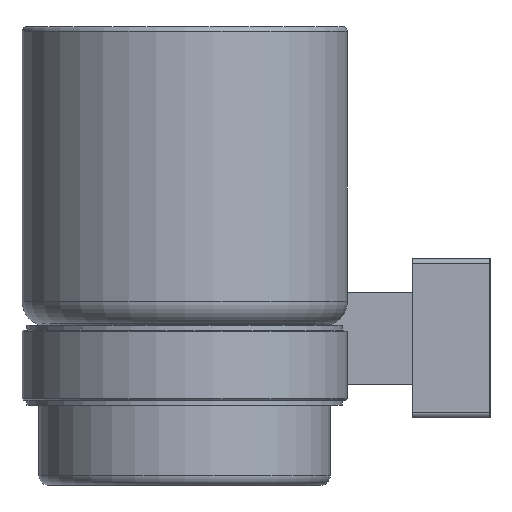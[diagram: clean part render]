
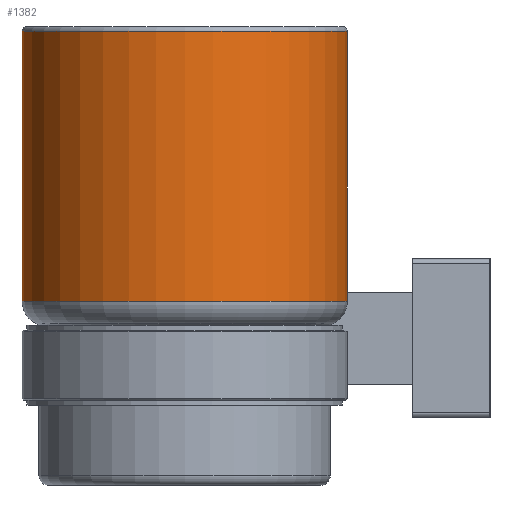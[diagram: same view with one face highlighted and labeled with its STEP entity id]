
A CAD part, left-side view. The second image highlights one B-rep face of the part: STEP entity #1382.
In plain terms, the highlighted cylindrical face has radius 33.5 mm (diameter 67 mm), a partial arc.
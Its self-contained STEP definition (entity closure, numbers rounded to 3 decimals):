
#823 = VERTEX_POINT ( 'NONE', #7004 ) ;
#824 = VERTEX_POINT ( 'NONE', #7005 ) ;
#825 = VERTEX_POINT ( 'NONE', #7006 ) ;
#826 = VERTEX_POINT ( 'NONE', #7007 ) ;
#1382 = ADVANCED_FACE ( 'NONE', ( #1975 ), #1970, .T. ) ;
#1595 = EDGE_CURVE ( 'NONE', #825, #826, #8496, .T. ) ;
#1603 = EDGE_CURVE ( 'NONE', #824, #823, #8504, .T. ) ;
#1885 = AXIS2_PLACEMENT_3D ( 'NONE', #2780, #2781, #2782 ) ;
#1899 = AXIS2_PLACEMENT_3D ( 'NONE', #2756, #2757, #2758 ) ;
#1970 = CYLINDRICAL_SURFACE ( 'NONE', #1971, 33.5 ) ;
#1971 = AXIS2_PLACEMENT_3D ( 'NONE', #3728, #3729, #3730 ) ;
#1975 = FACE_OUTER_BOUND ( 'NONE', #12510, .T. ) ;
#2756 = CARTESIAN_POINT ( 'NONE',  ( 0., -11.493, 0. ) ) ;
#2757 = DIRECTION ( 'NONE',  ( 0., 1., 0. ) ) ;
#2758 = DIRECTION ( 'NONE',  ( 0., 0., 1. ) ) ;
#2780 = CARTESIAN_POINT ( 'NONE',  ( 0., 44.107, 0. ) ) ;
#2781 = DIRECTION ( 'NONE',  ( 0., 1., 0. ) ) ;
#2782 = DIRECTION ( 'NONE',  ( 0., 0., 1. ) ) ;
#3728 = CARTESIAN_POINT ( 'NONE',  ( 0., 0., 0. ) ) ;
#3729 = DIRECTION ( 'NONE',  ( 0., 1., 0. ) ) ;
#3730 = DIRECTION ( 'NONE',  ( 0., 0., 1. ) ) ;
#6559 = LINE ( 'NONE', #6560, #10239 ) ;
#6560 = CARTESIAN_POINT ( 'NONE',  ( 0., 0., -33.5 ) ) ;
#6561 = DIRECTION ( 'NONE',  ( 0., 1., 0. ) ) ;
#6568 = LINE ( 'NONE', #6569, #10243 ) ;
#6569 = CARTESIAN_POINT ( 'NONE',  ( 0., 0., 33.5 ) ) ;
#6570 = DIRECTION ( 'NONE',  ( 0., 1., 0. ) ) ;
#7004 = CARTESIAN_POINT ( 'NONE',  ( 0., 44.107, 33.5 ) ) ;
#7005 = CARTESIAN_POINT ( 'NONE',  ( 0., 44.107, -33.5 ) ) ;
#7006 = CARTESIAN_POINT ( 'NONE',  ( 0., -11.493, -33.5 ) ) ;
#7007 = CARTESIAN_POINT ( 'NONE',  ( 0., -11.493, 33.5 ) ) ;
#8496 = CIRCLE ( 'NONE', #1899, 33.5 ) ;
#8504 = CIRCLE ( 'NONE', #1885, 33.5 ) ;
#10239 = VECTOR ( 'NONE', #6561, 1000. ) ;
#10243 = VECTOR ( 'NONE', #6570, 1000. ) ;
#12510 = EDGE_LOOP ( 'NONE', ( #12893, #12894, #12895, #12891 ) ) ;
#12891 = ORIENTED_EDGE ( 'NONE', *, *, #1603, .F. ) ;
#12893 = ORIENTED_EDGE ( 'NONE', *, *, #13795, .F. ) ;
#12894 = ORIENTED_EDGE ( 'NONE', *, *, #1595, .T. ) ;
#12895 = ORIENTED_EDGE ( 'NONE', *, *, #13798, .T. ) ;
#13795 = EDGE_CURVE ( 'NONE', #825, #824, #6559, .T. ) ;
#13798 = EDGE_CURVE ( 'NONE', #826, #823, #6568, .T. ) ;
